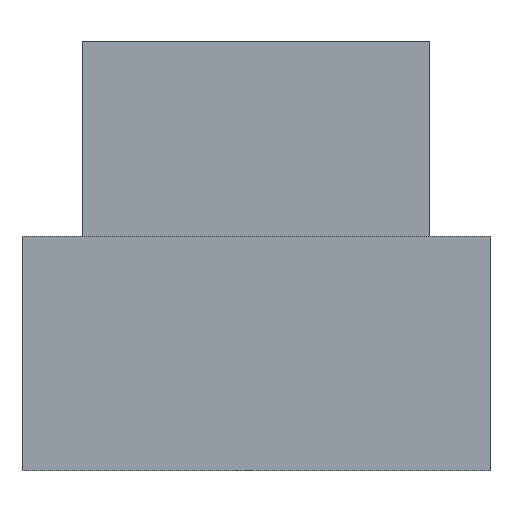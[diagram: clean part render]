
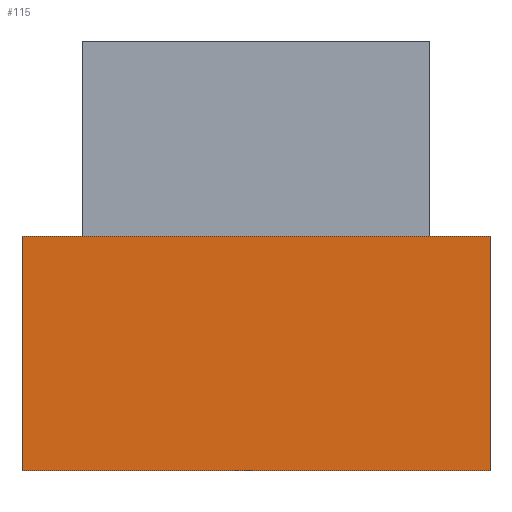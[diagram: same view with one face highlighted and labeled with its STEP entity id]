
A CAD part, left-side view. The second image highlights one B-rep face of the part: STEP entity #115.
In plain terms, the highlighted planar face has unit normal (-1, 0, 0).
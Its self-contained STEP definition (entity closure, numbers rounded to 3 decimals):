
#15 = FACE_OUTER_BOUND ( 'NONE', #729, .T. ) ;
#46 = ORIENTED_EDGE ( 'NONE', *, *, #428, .F. ) ;
#51 = CARTESIAN_POINT ( 'NONE',  ( -13.5, -6., 0. ) ) ;
#64 = CARTESIAN_POINT ( 'NONE',  ( -13.5, 6., 6. ) ) ;
#88 = CARTESIAN_POINT ( 'NONE',  ( -13.5, 6., 0. ) ) ;
#101 = CARTESIAN_POINT ( 'NONE',  ( -13.5, -6., 6. ) ) ;
#115 = ADVANCED_FACE ( 'NONE', ( #15 ), #382, .F. ) ;
#121 = ORIENTED_EDGE ( 'NONE', *, *, #396, .T. ) ;
#155 = LINE ( 'NONE', #88, #319 ) ;
#156 = CARTESIAN_POINT ( 'NONE',  ( -13.5, 6., 6. ) ) ;
#161 = VECTOR ( 'NONE', #759, 1000. ) ;
#207 = VERTEX_POINT ( 'NONE', #556 ) ;
#239 = CARTESIAN_POINT ( 'NONE',  ( -13.5, 6., 0. ) ) ;
#263 = LINE ( 'NONE', #101, #161 ) ;
#294 = VERTEX_POINT ( 'NONE', #239 ) ;
#319 = VECTOR ( 'NONE', #380, 1000. ) ;
#380 = DIRECTION ( 'NONE',  ( 0., -1., 0. ) ) ;
#382 = PLANE ( 'NONE',  #682 ) ;
#396 = EDGE_CURVE ( 'NONE', #207, #294, #413, .T. ) ;
#400 = DIRECTION ( 'NONE',  ( 0., 0., -1. ) ) ;
#413 = LINE ( 'NONE', #487, #602 ) ;
#428 = EDGE_CURVE ( 'NONE', #549, #852, #263, .T. ) ;
#440 = ORIENTED_EDGE ( 'NONE', *, *, #562, .T. ) ;
#476 = ORIENTED_EDGE ( 'NONE', *, *, #535, .F. ) ;
#487 = CARTESIAN_POINT ( 'NONE',  ( -13.5, 6., 6. ) ) ;
#525 = CARTESIAN_POINT ( 'NONE',  ( -13.5, -6., 6. ) ) ;
#535 = EDGE_CURVE ( 'NONE', #207, #549, #875, .T. ) ;
#549 = VERTEX_POINT ( 'NONE', #525 ) ;
#556 = CARTESIAN_POINT ( 'NONE',  ( -13.5, 6., 6. ) ) ;
#562 = EDGE_CURVE ( 'NONE', #294, #852, #155, .T. ) ;
#602 = VECTOR ( 'NONE', #400, 1000. ) ;
#659 = DIRECTION ( 'NONE',  ( 0., 0., -1. ) ) ;
#682 = AXIS2_PLACEMENT_3D ( 'NONE', #156, #813, #659 ) ;
#711 = DIRECTION ( 'NONE',  ( 0., -1., 0. ) ) ;
#729 = EDGE_LOOP ( 'NONE', ( #440, #46, #476, #121 ) ) ;
#759 = DIRECTION ( 'NONE',  ( 0., 0., -1. ) ) ;
#813 = DIRECTION ( 'NONE',  ( 1., 0., 0. ) ) ;
#852 = VERTEX_POINT ( 'NONE', #51 ) ;
#875 = LINE ( 'NONE', #64, #901 ) ;
#901 = VECTOR ( 'NONE', #711, 1000. ) ;
